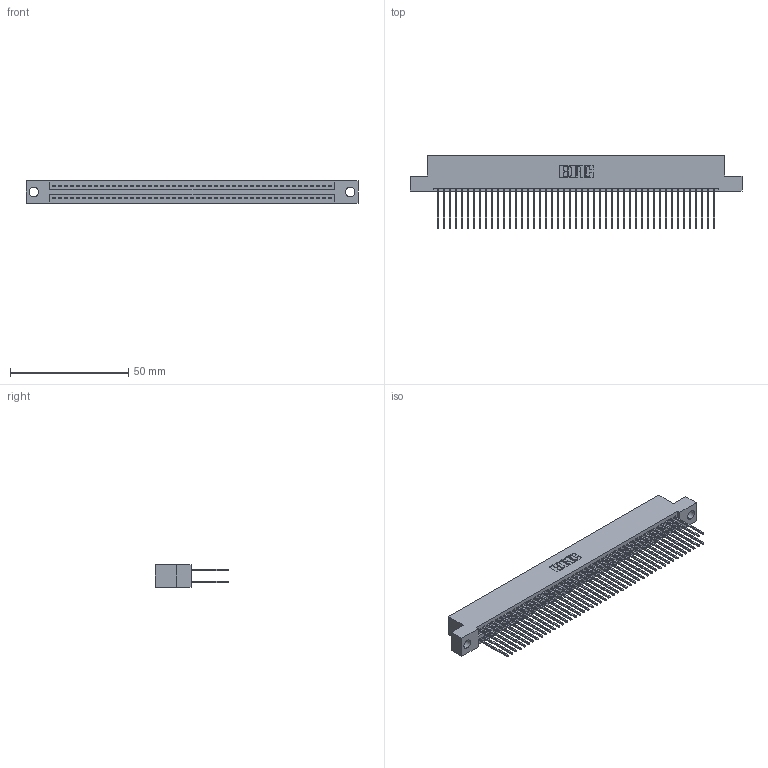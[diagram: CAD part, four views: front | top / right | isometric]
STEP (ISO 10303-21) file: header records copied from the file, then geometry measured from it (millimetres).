
FILE_DESCRIPTION (( 'STEP AP203' ), '1' );
FILE_NAME ('345-094-542-204.STEP', '2021-05-20T16:27:24', ( '' ), ( '' ), 'SwSTEP 2.0', 'SolidWorks 2020', '' );
FILE_SCHEMA (( 'CONFIG_CONTROL_DESIGN' ));
Length unit declared in the file: inch
Products named in the file (3): 345-094-542-204; 345 Part_Flush Mounting Lugs - 0.156 Dia-TI; 345-292-001_345-293-142
Assembly tree (95 placements, depth 2):
  345-094-542-204
    345 Part_Flush Mounting Lugs - 0.156 Dia-TI
    345-292-001_345-293-142  x94
Bounding box: 140.59 x 31.29 x 9.4 mm (x, y, z)
Volume: 14035.6 mm3; surface area: 22743.2 mm2
Topology: 95 solids, 95 shells, 4840 faces, 14383 edges, 9462 vertices
Faces by surface type: plane 3196, cylinder 1644
Entity records: 36641 total; most frequent: CARTESIAN_POINT 6142, ORIENTED_EDGE 6074, DIRECTION 5409, EDGE_CURVE 3037, VECTOR 2717, LINE 2717, VERTEX_POINT 2022, AXIS2_PLACEMENT_3D 1346
